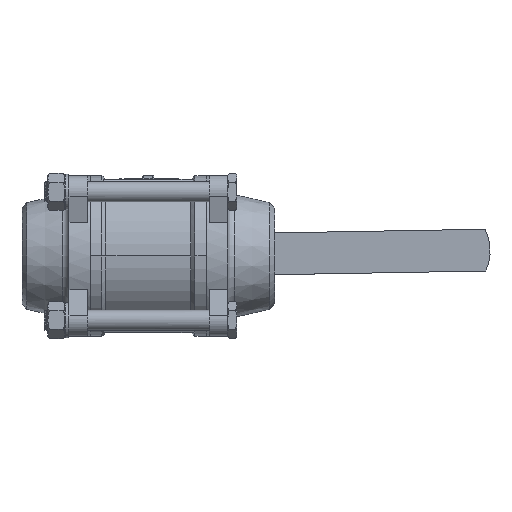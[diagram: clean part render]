
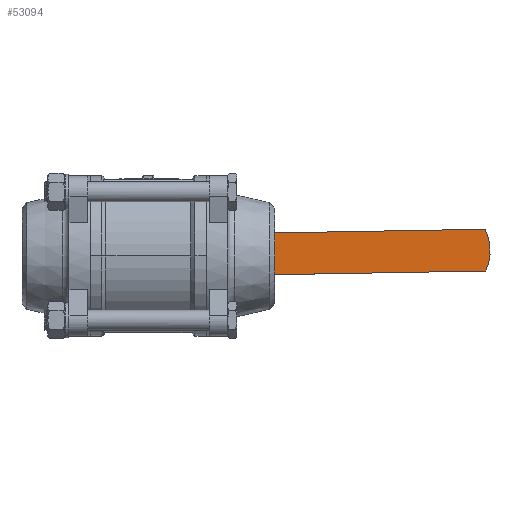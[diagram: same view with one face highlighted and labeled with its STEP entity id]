
A CAD part, front view. The second image highlights one B-rep face of the part: STEP entity #53094.
In plain terms, the highlighted planar face has unit normal (0, -1, 0).
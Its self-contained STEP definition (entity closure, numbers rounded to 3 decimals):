
#1258 = VERTEX_POINT ( 'NONE', #22374 ) ;
#5567 = AXIS2_PLACEMENT_3D ( 'NONE', #6073, #40472, #11085 ) ;
#6073 = CARTESIAN_POINT ( 'NONE',  ( 137.929, 30., 0. ) ) ;
#6583 = CARTESIAN_POINT ( 'NONE',  ( 31.243, 30., -12.4 ) ) ;
#7713 = VERTEX_POINT ( 'NONE', #21450 ) ;
#8978 = DIRECTION ( 'NONE',  ( 1., 0., 0. ) ) ;
#10912 = CARTESIAN_POINT ( 'NONE',  ( 31.243, 30., 12.4 ) ) ;
#11085 = DIRECTION ( 'NONE',  ( 0., 0., 1. ) ) ;
#13321 = VECTOR ( 'NONE', #21510, 1000. ) ;
#14278 = VECTOR ( 'NONE', #8978, 1000. ) ;
#18057 = ORIENTED_EDGE ( 'NONE', *, *, #59289, .T. ) ;
#21450 = CARTESIAN_POINT ( 'NONE',  ( 31.243, 30., -12.4 ) ) ;
#21510 = DIRECTION ( 'NONE',  ( 0., 0., -1. ) ) ;
#22374 = CARTESIAN_POINT ( 'NONE',  ( 165.246, 30., -12.4 ) ) ;
#22632 = EDGE_LOOP ( 'NONE', ( #47953, #36508, #18057, #36816 ) ) ;
#23631 = CARTESIAN_POINT ( 'NONE',  ( 30., 30., -12.4 ) ) ;
#25403 = DIRECTION ( 'NONE',  ( 0., 1., 0. ) ) ;
#27264 = LINE ( 'NONE', #23631, #14278 ) ;
#30573 = EDGE_CURVE ( 'NONE', #7713, #1258, #27264, .T. ) ;
#32360 = CIRCLE ( 'NONE', #5567, 30. ) ;
#36508 = ORIENTED_EDGE ( 'NONE', *, *, #53382, .F. ) ;
#36798 = LINE ( 'NONE', #42518, #61414 ) ;
#36816 = ORIENTED_EDGE ( 'NONE', *, *, #30573, .T. ) ;
#37812 = DIRECTION ( 'NONE',  ( 1., 0., 0. ) ) ;
#40472 = DIRECTION ( 'NONE',  ( 0., 1., 0. ) ) ;
#41122 = CARTESIAN_POINT ( 'NONE',  ( 165.246, 30., 12.4 ) ) ;
#42425 = LINE ( 'NONE', #6583, #13321 ) ;
#42518 = CARTESIAN_POINT ( 'NONE',  ( 30., 30., 12.4 ) ) ;
#44859 = VERTEX_POINT ( 'NONE', #10912 ) ;
#47953 = ORIENTED_EDGE ( 'NONE', *, *, #60893, .F. ) ;
#48188 = VERTEX_POINT ( 'NONE', #41122 ) ;
#53094 = ADVANCED_FACE ( 'NONE', ( #56064 ), #59564, .F. ) ;
#53382 = EDGE_CURVE ( 'NONE', #44859, #48188, #36798, .T. ) ;
#54414 = AXIS2_PLACEMENT_3D ( 'NONE', #54855, #25403, #59778 ) ;
#54855 = CARTESIAN_POINT ( 'NONE',  ( 30., 30., 12.4 ) ) ;
#56064 = FACE_OUTER_BOUND ( 'NONE', #22632, .T. ) ;
#59289 = EDGE_CURVE ( 'NONE', #44859, #7713, #42425, .T. ) ;
#59564 = PLANE ( 'NONE',  #54414 ) ;
#59778 = DIRECTION ( 'NONE',  ( 0., 0., 1. ) ) ;
#60893 = EDGE_CURVE ( 'NONE', #48188, #1258, #32360, .T. ) ;
#61414 = VECTOR ( 'NONE', #37812, 1000. ) ;
